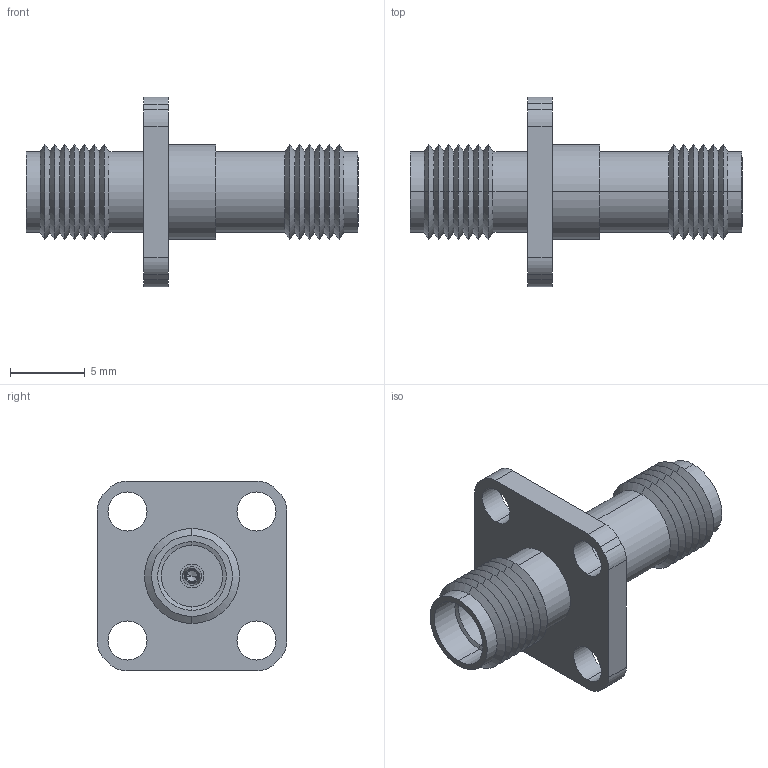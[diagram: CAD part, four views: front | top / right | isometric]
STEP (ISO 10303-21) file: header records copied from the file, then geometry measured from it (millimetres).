
FILE_DESCRIPTION (( 'STEP AP203' ), '1' );
FILE_NAME ('LCAD9312_3D.STEP', '2022-08-24T18:07:54', ( '' ), ( '' ), 'SwSTEP 2.0', 'SolidWorks 2021', '' );
FILE_SCHEMA (( 'CONFIG_CONTROL_DESIGN' ));
Length unit declared in the file: inch
Products named in the file (3): LCAD9312_3D; Copy of 1AB01-041-MA4^LCAD9312; Copy of LCAD9312^LCAD9312
Assembly tree (3 placements, depth 2):
  LCAD9312_3D
    Copy of LCAD9312^LCAD9312
    Copy of 1AB01-041-MA4^LCAD9312  x2
Bounding box: 22.23 x 12.7 x 12.7 mm (x, y, z)
Volume: 521.3 mm3; surface area: 1221.3 mm2
Topology: 3 solids, 3 shells, 201 faces, 470 edges, 268 vertices
Faces by surface type: cone 92, cylinder 58, plane 51
Entity records: 4721 total; most frequent: CARTESIAN_POINT 897, DIRECTION 794, ORIENTED_EDGE 692, EDGE_CURVE 346, AXIS2_PLACEMENT_3D 321, VERTEX_POINT 200, EDGE_LOOP 168, CIRCLE 162
